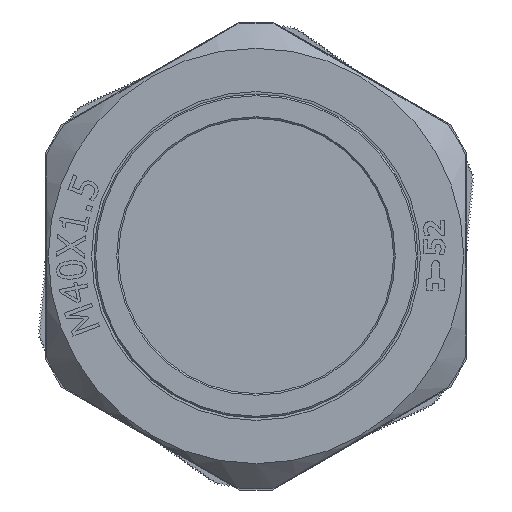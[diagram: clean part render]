
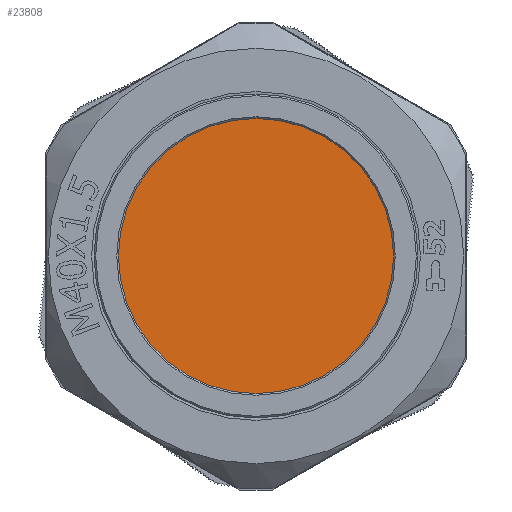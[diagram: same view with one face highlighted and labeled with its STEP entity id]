
A CAD part, front view. The second image highlights one B-rep face of the part: STEP entity #23808.
In plain terms, the highlighted planar face has unit normal (0, -1, 0).
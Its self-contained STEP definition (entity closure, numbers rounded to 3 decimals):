
#7361=FACE_OUTER_BOUND('',#8567,.T.);
#8567=EDGE_LOOP('',(#15750));
#9810=CIRCLE('',#25036,16.9);
#9919=VERTEX_POINT('',#31337);
#12251=EDGE_CURVE('',#9919,#9919,#9810,.T.);
#15750=ORIENTED_EDGE('',*,*,#12251,.F.);
#22748=PLANE('',#25035);
#23808=ADVANCED_FACE('',(#7361),#22748,.T.);
#25035=AXIS2_PLACEMENT_3D('',#31336,#26282,#26283);
#25036=AXIS2_PLACEMENT_3D('',#31338,#26284,#26285);
#26282=DIRECTION('center_axis',(0.,-1.,0.));
#26283=DIRECTION('ref_axis',(0.,0.,-1.));
#26284=DIRECTION('center_axis',(0.,1.,0.));
#26285=DIRECTION('ref_axis',(1.,0.,0.));
#31336=CARTESIAN_POINT('Origin',(43.455,39.812,-2.828));
#31337=CARTESIAN_POINT('',(26.555,39.812,-2.828));
#31338=CARTESIAN_POINT('Origin',(43.455,39.812,-2.828));
